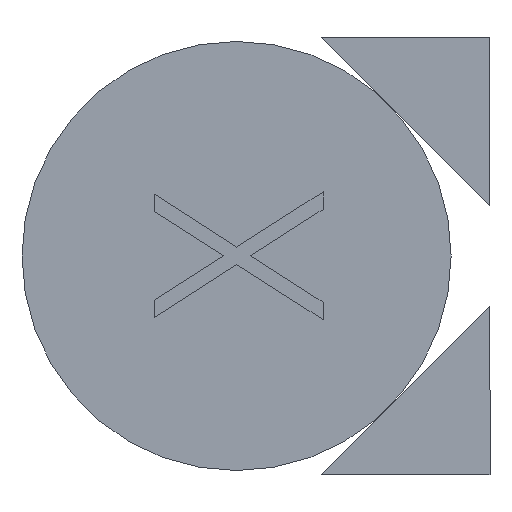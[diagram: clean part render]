
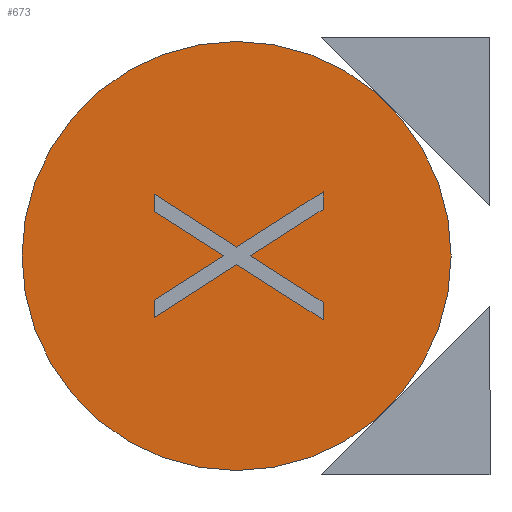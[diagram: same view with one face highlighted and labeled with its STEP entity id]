
A CAD part, left-side view. The second image highlights one B-rep face of the part: STEP entity #673.
In plain terms, the highlighted planar face has unit normal (-1, 0, 0).
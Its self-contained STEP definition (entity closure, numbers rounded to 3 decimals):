
#4 = VECTOR ( 'NONE', #549, 1000. ) ;
#10 = DIRECTION ( 'NONE',  ( 0., -0.842, 0.539 ) ) ;
#16 = EDGE_CURVE ( 'NONE', #559, #343, #705, .T. ) ;
#26 = CARTESIAN_POINT ( 'NONE',  ( -3., -0.008, -0.252 ) ) ;
#27 = DIRECTION ( 'NONE',  ( 0., 0.842, -0.539 ) ) ;
#36 = CARTESIAN_POINT ( 'NONE',  ( -3., 2.441, -1.302 ) ) ;
#45 = CARTESIAN_POINT ( 'NONE',  ( -3., -2.559, -1.884 ) ) ;
#47 = CARTESIAN_POINT ( 'NONE',  ( -3., 2.441, 1.834 ) ) ;
#53 = LINE ( 'NONE', #198, #330 ) ;
#54 = CARTESIAN_POINT ( 'NONE',  ( -3., 0., 0. ) ) ;
#63 = EDGE_CURVE ( 'NONE', #575, #559, #599, .T. ) ;
#65 = CARTESIAN_POINT ( 'NONE',  ( -3., -0.413, 0.007 ) ) ;
#70 = VERTEX_POINT ( 'NONE', #709 ) ;
#78 = VECTOR ( 'NONE', #27, 1000. ) ;
#89 = LINE ( 'NONE', #682, #100 ) ;
#100 = VECTOR ( 'NONE', #735, 1000. ) ;
#101 = CARTESIAN_POINT ( 'NONE',  ( -3., 2.441, 1.834 ) ) ;
#113 = CARTESIAN_POINT ( 'NONE',  ( -3., 0., 6.35 ) ) ;
#118 = AXIS2_PLACEMENT_3D ( 'NONE', #374, #122, #439 ) ;
#120 = LINE ( 'NONE', #256, #200 ) ;
#122 = DIRECTION ( 'NONE',  ( 1., 0., 0. ) ) ;
#126 = VERTEX_POINT ( 'NONE', #142 ) ;
#128 = EDGE_CURVE ( 'NONE', #767, #670, #402, .T. ) ;
#142 = CARTESIAN_POINT ( 'NONE',  ( -3., -2.559, 1.898 ) ) ;
#151 = CARTESIAN_POINT ( 'NONE',  ( -3., -2.559, 1.898 ) ) ;
#152 = EDGE_LOOP ( 'NONE', ( #676, #642 ) ) ;
#166 = DIRECTION ( 'NONE',  ( -1., 0., 0. ) ) ;
#177 = VERTEX_POINT ( 'NONE', #36 ) ;
#178 = DIRECTION ( 'NONE',  ( -1., 0., 0. ) ) ;
#192 = FACE_BOUND ( 'NONE', #650, .T. ) ;
#194 = VERTEX_POINT ( 'NONE', #790 ) ;
#198 = CARTESIAN_POINT ( 'NONE',  ( -3., -2.559, -1.884 ) ) ;
#200 = VECTOR ( 'NONE', #703, 1000. ) ;
#202 = CARTESIAN_POINT ( 'NONE',  ( -3., -0.008, -0.252 ) ) ;
#204 = VERTEX_POINT ( 'NONE', #45 ) ;
#210 = DIRECTION ( 'NONE',  ( 0., 0., -1. ) ) ;
#225 = CARTESIAN_POINT ( 'NONE',  ( -3., -0.413, 0.007 ) ) ;
#228 = CARTESIAN_POINT ( 'NONE',  ( -3., 0., 0. ) ) ;
#231 = CIRCLE ( 'NONE', #286, 6.35 ) ;
#240 = EDGE_CURVE ( 'NONE', #637, #272, #515, .T. ) ;
#256 = CARTESIAN_POINT ( 'NONE',  ( -3., 2.441, -1.302 ) ) ;
#272 = VERTEX_POINT ( 'NONE', #491 ) ;
#274 = LINE ( 'NONE', #426, #594 ) ;
#286 = AXIS2_PLACEMENT_3D ( 'NONE', #228, #178, #504 ) ;
#309 = CARTESIAN_POINT ( 'NONE',  ( -3., -0.008, 0.266 ) ) ;
#321 = CARTESIAN_POINT ( 'NONE',  ( -3., 2.441, 1.316 ) ) ;
#330 = VECTOR ( 'NONE', #401, 1000. ) ;
#339 = EDGE_CURVE ( 'NONE', #194, #382, #274, .T. ) ;
#341 = VERTEX_POINT ( 'NONE', #113 ) ;
#343 = VERTEX_POINT ( 'NONE', #686 ) ;
#369 = CARTESIAN_POINT ( 'NONE',  ( -3., 2.441, -1.82 ) ) ;
#373 = PLANE ( 'NONE',  #118 ) ;
#374 = CARTESIAN_POINT ( 'NONE',  ( -3., 6.35, 0. ) ) ;
#377 = DIRECTION ( 'NONE',  ( 0., -0.842, -0.539 ) ) ;
#382 = VERTEX_POINT ( 'NONE', #321 ) ;
#386 = ORIENTED_EDGE ( 'NONE', *, *, #639, .T. ) ;
#397 = CARTESIAN_POINT ( 'NONE',  ( -3., -2.559, 1.38 ) ) ;
#398 = VECTOR ( 'NONE', #377, 1000. ) ;
#401 = DIRECTION ( 'NONE',  ( 0., 0.842, 0.539 ) ) ;
#402 = LINE ( 'NONE', #202, #727 ) ;
#412 = ORIENTED_EDGE ( 'NONE', *, *, #63, .T. ) ;
#419 = LINE ( 'NONE', #369, #687 ) ;
#420 = CARTESIAN_POINT ( 'NONE',  ( -3., -2.559, 1.38 ) ) ;
#422 = EDGE_CURVE ( 'NONE', #204, #767, #53, .T. ) ;
#424 = ORIENTED_EDGE ( 'NONE', *, *, #128, .T. ) ;
#426 = CARTESIAN_POINT ( 'NONE',  ( -3., 0.396, 0.007 ) ) ;
#430 = LINE ( 'NONE', #793, #543 ) ;
#439 = DIRECTION ( 'NONE',  ( 0., 0., -1. ) ) ;
#460 = VECTOR ( 'NONE', #10, 1000. ) ;
#466 = ORIENTED_EDGE ( 'NONE', *, *, #751, .T. ) ;
#488 = EDGE_CURVE ( 'NONE', #126, #575, #623, .T. ) ;
#490 = ORIENTED_EDGE ( 'NONE', *, *, #595, .T. ) ;
#491 = CARTESIAN_POINT ( 'NONE',  ( -3., -0.008, 0.266 ) ) ;
#504 = DIRECTION ( 'NONE',  ( 0., 0., 1. ) ) ;
#506 = ORIENTED_EDGE ( 'NONE', *, *, #422, .T. ) ;
#510 = ORIENTED_EDGE ( 'NONE', *, *, #715, .T. ) ;
#515 = LINE ( 'NONE', #101, #4 ) ;
#537 = ORIENTED_EDGE ( 'NONE', *, *, #16, .T. ) ;
#543 = VECTOR ( 'NONE', #615, 1000. ) ;
#549 = DIRECTION ( 'NONE',  ( 0., -0.842, -0.539 ) ) ;
#550 = CARTESIAN_POINT ( 'NONE',  ( -3., 2.441, -1.82 ) ) ;
#559 = VERTEX_POINT ( 'NONE', #225 ) ;
#575 = VERTEX_POINT ( 'NONE', #420 ) ;
#580 = ORIENTED_EDGE ( 'NONE', *, *, #240, .T. ) ;
#594 = VECTOR ( 'NONE', #629, 1000. ) ;
#595 = EDGE_CURVE ( 'NONE', #343, #204, #430, .T. ) ;
#599 = LINE ( 'NONE', #397, #78 ) ;
#605 = DIRECTION ( 'NONE',  ( 0., 0.842, -0.539 ) ) ;
#615 = DIRECTION ( 'NONE',  ( 0., 0., -1. ) ) ;
#617 = EDGE_CURVE ( 'NONE', #382, #637, #89, .T. ) ;
#623 = LINE ( 'NONE', #151, #762 ) ;
#629 = DIRECTION ( 'NONE',  ( 0., 0.842, 0.539 ) ) ;
#633 = EDGE_CURVE ( 'NONE', #70, #341, #752, .T. ) ;
#637 = VERTEX_POINT ( 'NONE', #47 ) ;
#639 = EDGE_CURVE ( 'NONE', #272, #126, #788, .T. ) ;
#642 = ORIENTED_EDGE ( 'NONE', *, *, #633, .T. ) ;
#650 = EDGE_LOOP ( 'NONE', ( #424, #510, #466, #700, #663, #580, #386, #732, #412, #537, #490, #506 ) ) ;
#651 = AXIS2_PLACEMENT_3D ( 'NONE', #54, #166, #744 ) ;
#663 = ORIENTED_EDGE ( 'NONE', *, *, #617, .T. ) ;
#670 = VERTEX_POINT ( 'NONE', #550 ) ;
#673 = ADVANCED_FACE ( 'NONE', ( #770, #192 ), #373, .F. ) ;
#675 = EDGE_CURVE ( 'NONE', #341, #70, #231, .T. ) ;
#676 = ORIENTED_EDGE ( 'NONE', *, *, #675, .T. ) ;
#682 = CARTESIAN_POINT ( 'NONE',  ( -3., 2.441, 1.316 ) ) ;
#686 = CARTESIAN_POINT ( 'NONE',  ( -3., -2.559, -1.366 ) ) ;
#687 = VECTOR ( 'NONE', #749, 1000. ) ;
#700 = ORIENTED_EDGE ( 'NONE', *, *, #339, .T. ) ;
#703 = DIRECTION ( 'NONE',  ( 0., -0.842, 0.539 ) ) ;
#705 = LINE ( 'NONE', #65, #398 ) ;
#709 = CARTESIAN_POINT ( 'NONE',  ( -3., 0., -6.35 ) ) ;
#715 = EDGE_CURVE ( 'NONE', #670, #177, #419, .T. ) ;
#727 = VECTOR ( 'NONE', #605, 1000. ) ;
#732 = ORIENTED_EDGE ( 'NONE', *, *, #488, .T. ) ;
#735 = DIRECTION ( 'NONE',  ( 0., 0., 1. ) ) ;
#744 = DIRECTION ( 'NONE',  ( 0., 0., 1. ) ) ;
#749 = DIRECTION ( 'NONE',  ( 0., 0., 1. ) ) ;
#751 = EDGE_CURVE ( 'NONE', #177, #194, #120, .T. ) ;
#752 = CIRCLE ( 'NONE', #651, 6.35 ) ;
#762 = VECTOR ( 'NONE', #210, 1000. ) ;
#767 = VERTEX_POINT ( 'NONE', #26 ) ;
#770 = FACE_OUTER_BOUND ( 'NONE', #152, .T. ) ;
#788 = LINE ( 'NONE', #309, #460 ) ;
#790 = CARTESIAN_POINT ( 'NONE',  ( -3., 0.396, 0.007 ) ) ;
#793 = CARTESIAN_POINT ( 'NONE',  ( -3., -2.559, -1.366 ) ) ;
